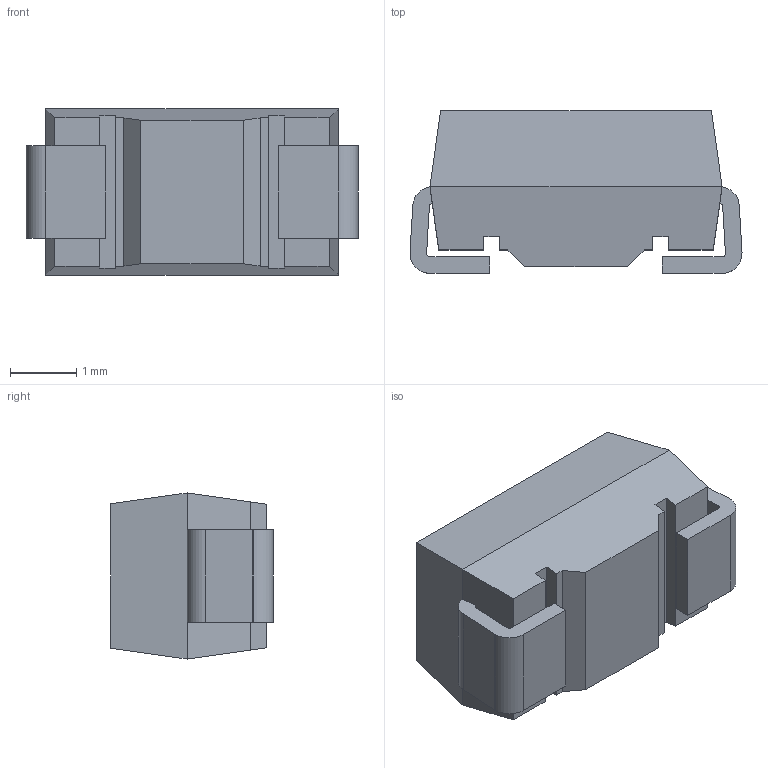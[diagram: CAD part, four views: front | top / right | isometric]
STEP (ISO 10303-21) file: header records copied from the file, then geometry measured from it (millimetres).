
FILE_DESCRIPTION (( 'STEP AP214' ), '1' );
FILE_NAME ('MA2Q70500L.STEP', '2022-04-25T17:30:04', ( '' ), ( '' ), 'SwSTEP 2.0', 'SolidWorks 2017', '' );
FILE_SCHEMA (( 'AUTOMOTIVE_DESIGN' ));
Length unit declared in the file: millimetre
Products named in the file (1): MA2Q70500L
Bounding box: 5 x 2.45 x 2.5 mm (x, y, z)
Volume: 23.3 mm3; surface area: 67.5 mm2
Topology: 4 solids, 4 shells, 59 faces, 146 edges, 96 vertices
Faces by surface type: plane 49, cylinder 10
Entity records: 1789 total; most frequent: CARTESIAN_POINT 302, ORIENTED_EDGE 292, DIRECTION 286, EDGE_CURVE 146, LINE 126, VECTOR 126, VERTEX_POINT 96, AXIS2_PLACEMENT_3D 80
